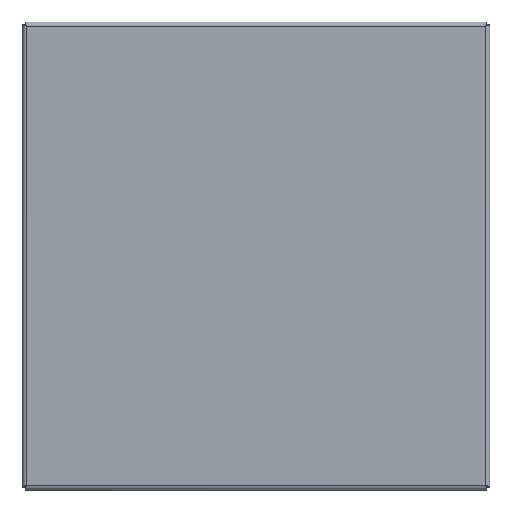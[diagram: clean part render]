
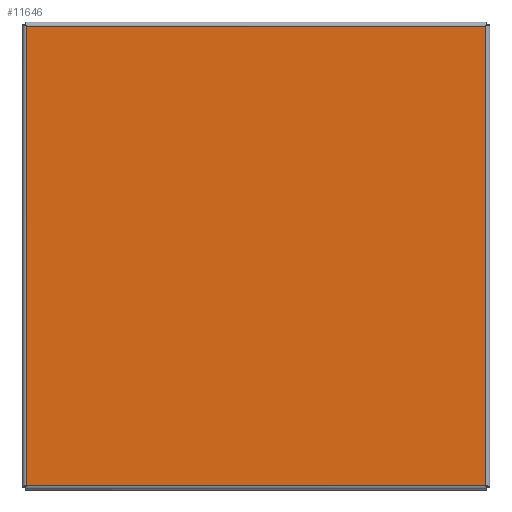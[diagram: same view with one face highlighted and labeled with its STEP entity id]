
A CAD part, top view. The second image highlights one B-rep face of the part: STEP entity #11646.
In plain terms, the highlighted planar face has unit normal (0, 0, 1).
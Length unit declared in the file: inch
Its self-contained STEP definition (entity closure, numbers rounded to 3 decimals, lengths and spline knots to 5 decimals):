
#138 = FACE_OUTER_BOUND ( 'NONE', #5207, .T. ) ;
#883 = LINE ( 'NONE', #3153, #8056 ) ;
#1336 = VECTOR ( 'NONE', #1346, 39.37008 ) ;
#1346 = DIRECTION ( 'NONE',  ( -1., 0., 0. ) ) ;
#1486 = CARTESIAN_POINT ( 'NONE',  ( 12.01975, 0.10525, 0.074 ) ) ;
#2268 = VECTOR ( 'NONE', #6373, 39.37008 ) ;
#2487 = LINE ( 'NONE', #10571, #9681 ) ;
#2754 = EDGE_CURVE ( 'NONE', #9448, #7156, #3817, .T. ) ;
#2841 = AXIS2_PLACEMENT_3D ( 'NONE', #9096, #3497, #10092 ) ;
#2882 = DIRECTION ( 'NONE',  ( 0., 1., 0. ) ) ;
#3144 = EDGE_CURVE ( 'NONE', #5159, #9448, #883, .T. ) ;
#3153 = CARTESIAN_POINT ( 'NONE',  ( 12.01975, 3.08387, 0.074 ) ) ;
#3450 = PLANE ( 'NONE',  #2841 ) ;
#3497 = DIRECTION ( 'NONE',  ( 0., 0., 1. ) ) ;
#3606 = EDGE_CURVE ( 'NONE', #7156, #8595, #11992, .T. ) ;
#3817 = LINE ( 'NONE', #6391, #1336 ) ;
#5159 = VERTEX_POINT ( 'NONE', #1486 ) ;
#5207 = EDGE_LOOP ( 'NONE', ( #10741, #7760, #10397, #5951 ) ) ;
#5951 = ORIENTED_EDGE ( 'NONE', *, *, #6349, .T. ) ;
#6134 = CARTESIAN_POINT ( 'NONE',  ( 0.10525, 0.10525, 0.074 ) ) ;
#6271 = CARTESIAN_POINT ( 'NONE',  ( 12.01975, 12.01975, 0.074 ) ) ;
#6349 = EDGE_CURVE ( 'NONE', #8595, #5159, #2487, .T. ) ;
#6373 = DIRECTION ( 'NONE',  ( 0., -1., 0. ) ) ;
#6391 = CARTESIAN_POINT ( 'NONE',  ( 9.04112, 12.01975, 0.074 ) ) ;
#6525 = CARTESIAN_POINT ( 'NONE',  ( 0.10525, 9.04112, 0.074 ) ) ;
#7156 = VERTEX_POINT ( 'NONE', #7869 ) ;
#7760 = ORIENTED_EDGE ( 'NONE', *, *, #2754, .T. ) ;
#7869 = CARTESIAN_POINT ( 'NONE',  ( 0.10525, 12.01975, 0.074 ) ) ;
#8056 = VECTOR ( 'NONE', #2882, 39.37008 ) ;
#8595 = VERTEX_POINT ( 'NONE', #6134 ) ;
#9096 = CARTESIAN_POINT ( 'NONE',  ( 6.0625, 6.0625, 0.074 ) ) ;
#9448 = VERTEX_POINT ( 'NONE', #6271 ) ;
#9681 = VECTOR ( 'NONE', #11516, 39.37008 ) ;
#10092 = DIRECTION ( 'NONE',  ( 1., 0., 0. ) ) ;
#10397 = ORIENTED_EDGE ( 'NONE', *, *, #3606, .T. ) ;
#10571 = CARTESIAN_POINT ( 'NONE',  ( 3.08387, 0.10525, 0.074 ) ) ;
#10741 = ORIENTED_EDGE ( 'NONE', *, *, #3144, .T. ) ;
#11516 = DIRECTION ( 'NONE',  ( 1., 0., 0. ) ) ;
#11646 = ADVANCED_FACE ( 'NONE', ( #138 ), #3450, .T. ) ;
#11992 = LINE ( 'NONE', #6525, #2268 ) ;
